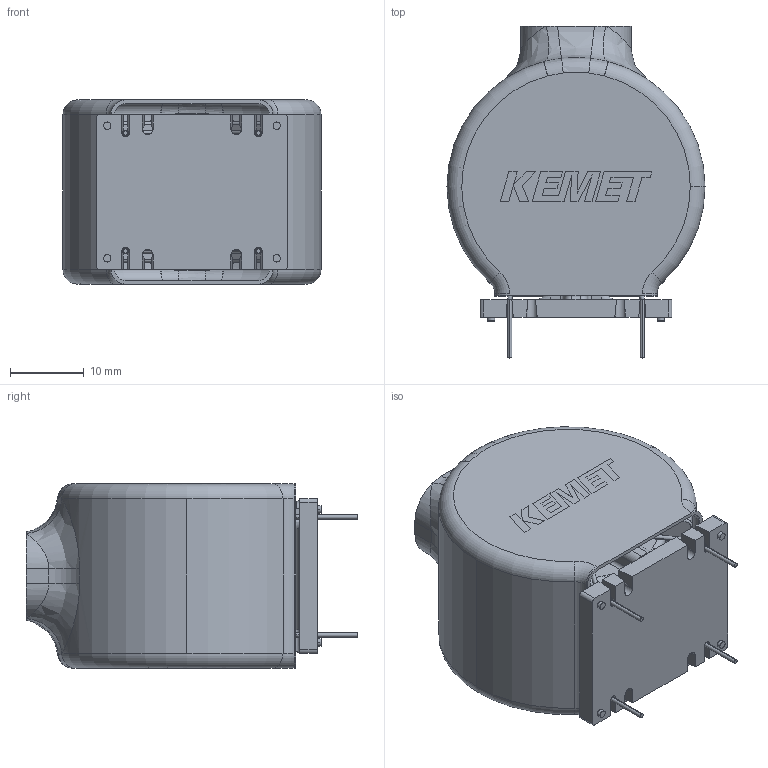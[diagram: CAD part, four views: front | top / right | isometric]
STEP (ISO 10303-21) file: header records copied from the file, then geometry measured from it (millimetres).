
FILE_DESCRIPTION (( 'STEP AP214' ), '1' );
FILE_NAME ('SC-02-300JV.STEP', '2019-02-04T02:13:00', ( '' ), ( '' ), 'SwSTEP 2.0', 'SolidWorks 2018', '' );
FILE_SCHEMA (( 'AUTOMOTIVE_DESIGN' ));
Length unit declared in the file: millimetre
Products named in the file (1): SC-02-300JV
Bounding box: 35 x 45 x 25 mm (x, y, z)
Volume: 17581.6 mm3; surface area: 13171.2 mm2
Topology: 1 solids, 1 shells, 485 faces, 1292 edges, 808 vertices
Faces by surface type: plane 186, cylinder 157, bspline 78, torus 52, cone 12
Entity records: 24217 total; most frequent: CARTESIAN_POINT 7248, ORIENTED_EDGE 2576, DIRECTION 2304, EDGE_CURVE 1288, AXIS2_PLACEMENT_3D 840, VERTEX_POINT 808, LINE 624, VECTOR 624
